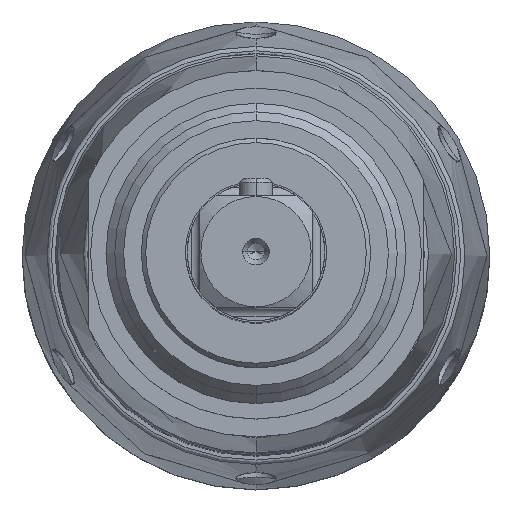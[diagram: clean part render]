
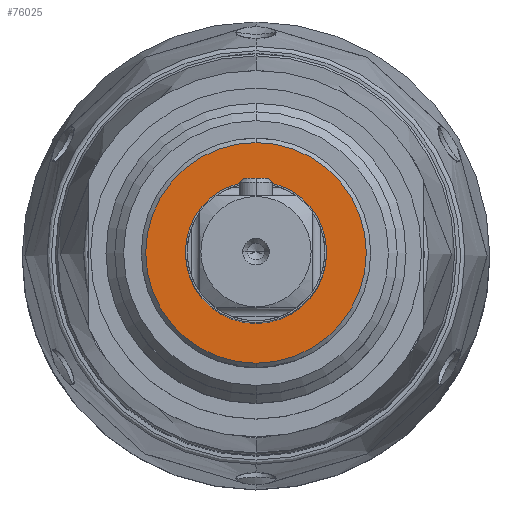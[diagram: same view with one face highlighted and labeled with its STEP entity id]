
A CAD part, top view. The second image highlights one B-rep face of the part: STEP entity #76025.
In plain terms, the highlighted planar face has unit normal (0, 0, 1).
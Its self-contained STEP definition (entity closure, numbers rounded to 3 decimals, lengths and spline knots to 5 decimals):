
#6885=CARTESIAN_POINT('',(0.,0.,12.36417));
#6886=DIRECTION('',(0.,0.,1.));
#6887=DIRECTION('',(0.,1.,0.));
#6888=AXIS2_PLACEMENT_3D('',#6885,#6886,#6887);
#6903=CARTESIAN_POINT('',(0.,0.,12.36417));
#6904=DIRECTION('',(0.,0.,-1.));
#6905=DIRECTION('',(0.,1.,0.));
#6906=AXIS2_PLACEMENT_3D('',#6903,#6904,#6905);
#6908=CARTESIAN_POINT('',(0.,0.,12.36417));
#6909=DIRECTION('',(0.,0.,-1.));
#6910=DIRECTION('',(0.,-1.,0.));
#6911=AXIS2_PLACEMENT_3D('',#6908,#6909,#6910);
#6913=CARTESIAN_POINT('',(0.,0.,12.36417));
#6914=DIRECTION('',(0.,0.,-1.));
#6915=DIRECTION('',(0.,1.,0.));
#6916=AXIS2_PLACEMENT_3D('',#6913,#6914,#6915);
#73418=CARTESIAN_POINT('',(0.,0.49213,12.36417));
#73419=CARTESIAN_POINT('',(0.,-0.49213,12.36417));
#73420=VERTEX_POINT('',#73418);
#73421=VERTEX_POINT('',#73419);
#73528=CARTESIAN_POINT('',(0.,0.31496,12.36417));
#73529=CARTESIAN_POINT('',(0.,-0.31496,12.36417));
#73530=VERTEX_POINT('',#73528);
#73531=VERTEX_POINT('',#73529);
#76009=CARTESIAN_POINT('',(0.,0.,12.36417));
#76010=DIRECTION('',(0.,0.,-1.));
#76011=DIRECTION('',(0.,-1.,0.));
#76012=AXIS2_PLACEMENT_3D('',#76009,#76010,#76011);
#76013=PLANE('',#76012);
#76014=ORIENTED_EDGE('',*,*,#75999,.F.);
#76016=ORIENTED_EDGE('',*,*,#76015,.T.);
#76017=EDGE_LOOP('',(#76014,#76016));
#76018=FACE_OUTER_BOUND('',#76017,.F.);
#76020=ORIENTED_EDGE('',*,*,#76019,.F.);
#76022=ORIENTED_EDGE('',*,*,#76021,.F.);
#76023=EDGE_LOOP('',(#76020,#76022));
#76024=FACE_BOUND('',#76023,.F.);
#76025=ADVANCED_FACE('',(#76018,#76024),#76013,.F.);
#6889=CIRCLE('',#6888,0.49213);
#6907=CIRCLE('',#6906,0.31496);
#6912=CIRCLE('',#6911,0.31496);
#6917=CIRCLE('',#6916,0.49213);
#75999=EDGE_CURVE('',#73420,#73421,#6889,.T.);
#76015=EDGE_CURVE('',#73420,#73421,#6917,.T.);
#76019=EDGE_CURVE('',#73530,#73531,#6907,.T.);
#76021=EDGE_CURVE('',#73531,#73530,#6912,.T.);
